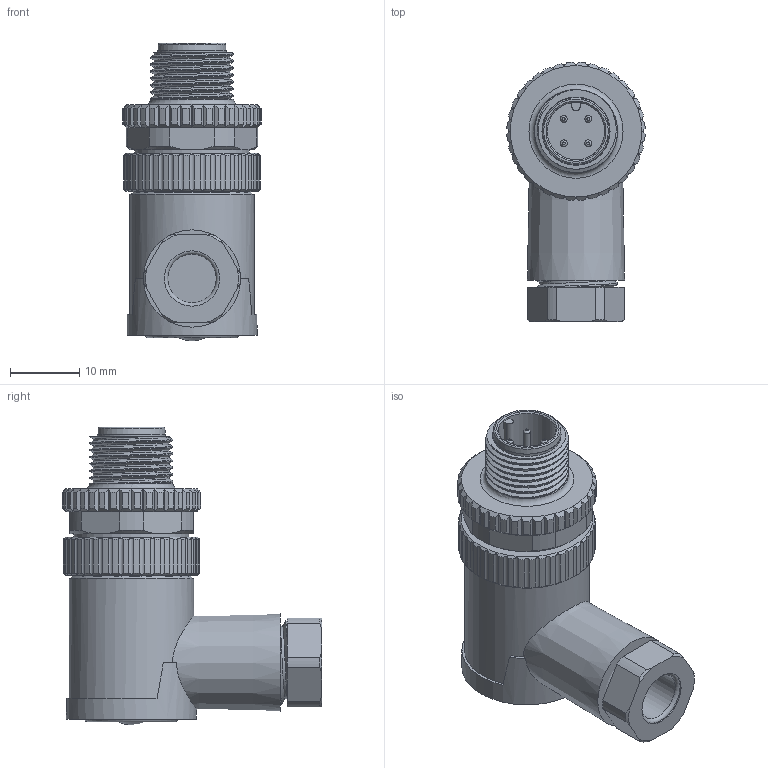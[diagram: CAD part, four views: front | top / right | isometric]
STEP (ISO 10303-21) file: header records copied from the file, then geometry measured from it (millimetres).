
FILE_DESCRIPTION(/* description */ (''),/* implementation_level */ '2;1');
FILE_NAME(/* name */ 'LSB12.4-0-C-BU.stp',/* time_stamp */ '2023-11-15T14:58:19+08:00',/* author */ (''),/* organization */ (''),/* preprocessor_version */ 'ST-DEVELOPER v16',/* originating_system */ 'SIEMENS PLM Software NX 10.0',/* authorisation */ '');
FILE_SCHEMA (('AP203_CONFIGURATION_CONTROLLED_3D_DESIGN_OF_MECHANICAL_PARTS_AND_ASSEMBLIES_MIM_LF { 1 0 10303 403 2 1 2}'));
Length unit declared in the file: millimetre
Products named in the file (1): chan6A80D0F152jd
Bounding box: 19.98 x 37.49 x 43 mm (x, y, z)
Volume: 12230.6 mm3; surface area: 6862.9 mm2
Topology: 9 solids, 9 shells, 342 faces, 939 edges, 623 vertices
Faces by surface type: cylinder 183, plane 126, cone 20, bspline 8, torus 4, sphere 1
Full cylindrical faces by diameter (mm): 1 x4, 7 x1, 8 x1, 8.3 x1, 9.5 x2, 9.85 x1, 16.6 x1, 17 x1, 18 x1, 18.8 x1
Entity records: 14363 total; most frequent: CARTESIAN_POINT 5682, ORIENTED_EDGE 1784, DIRECTION 1616, EDGE_CURVE 892, AXIS2_PLACEMENT_3D 665, VERTEX_POINT 607, EDGE_LOOP 385, ADVANCED_FACE 342
